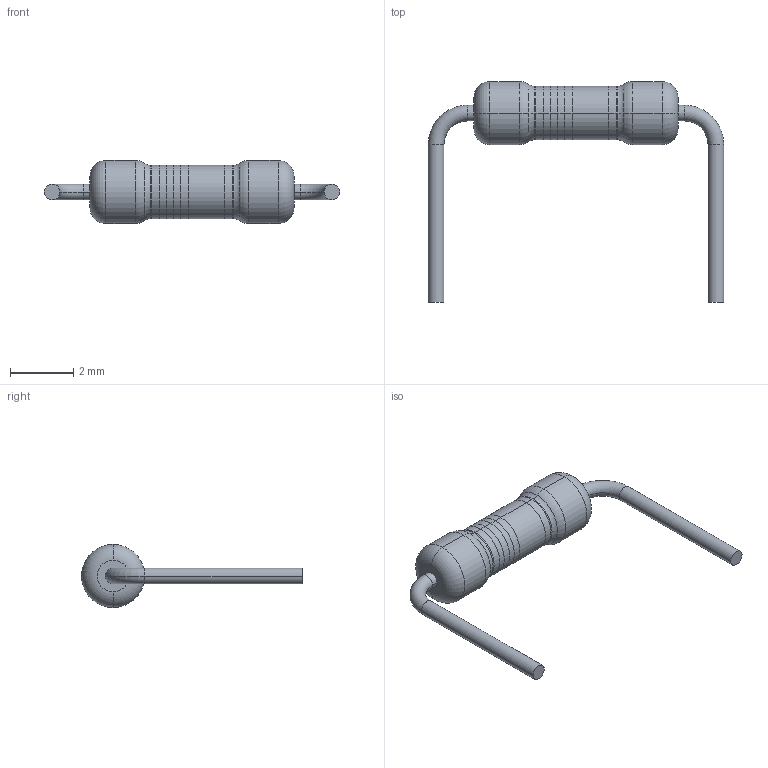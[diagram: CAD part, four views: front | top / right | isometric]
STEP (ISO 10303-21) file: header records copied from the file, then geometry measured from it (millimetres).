
FILE_DESCRIPTION (( 'STEP AP214' ), '1' );
FILE_NAME ('Resistor.STEP', '2025-06-06T15:25:20', ( '' ), ( '' ), 'SwSTEP 2.0', 'SolidWorks 2025', '' );
FILE_SCHEMA (( 'AUTOMOTIVE_DESIGN' ));
Length unit declared in the file: millimetre
Products named in the file (1): Resistor
Bounding box: 9.36 x 7 x 2 mm (x, y, z)
Volume: 19.7 mm3; surface area: 62.7 mm2
Topology: 1 solids, 1 shells, 50 faces, 98 edges, 52 vertices
Faces by surface type: cylinder 30, torus 16, plane 4
Entity records: 1843 total; most frequent: DIRECTION 268, CARTESIAN_POINT 201, ORIENTED_EDGE 196, AXIS2_PLACEMENT_3D 119, EDGE_CURVE 98, CIRCLE 68, UNCERTAINTY_MEASURE_WITH_UNIT 52, VERTEX_POINT 52
